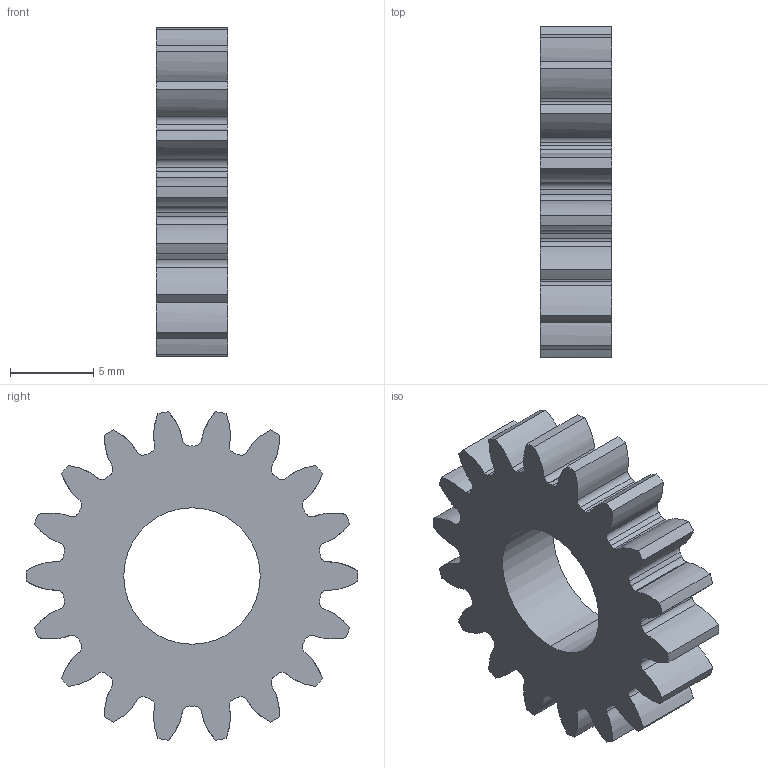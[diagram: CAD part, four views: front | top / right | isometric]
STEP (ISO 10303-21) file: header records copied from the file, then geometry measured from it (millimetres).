
FILE_DESCRIPTION (( 'STEP AP203' ), '1' );
FILE_NAME ('planet_18_t.STEP', '2021-03-13T21:19:55', ( '' ), ( '' ), 'SwSTEP 2.0', 'SolidWorks 2020', '' );
FILE_SCHEMA (( 'CONFIG_CONTROL_DESIGN' ));
Length unit declared in the file: millimetre
Products named in the file (1): planet_18_t
Bounding box: 4.3 x 19.94 x 19.74 mm (x, y, z)
Volume: 838.8 mm3; surface area: 964.9 mm2
Topology: 1 solids, 1 shells, 121 faces, 357 edges, 238 vertices
Faces by surface type: cylinder 83, bspline 36, plane 2
Entity records: 4846 total; most frequent: CARTESIAN_POINT 1617, ORIENTED_EDGE 714, DIRECTION 623, EDGE_CURVE 357, AXIS2_PLACEMENT_3D 252, VERTEX_POINT 238, CIRCLE 166, EDGE_LOOP 123
